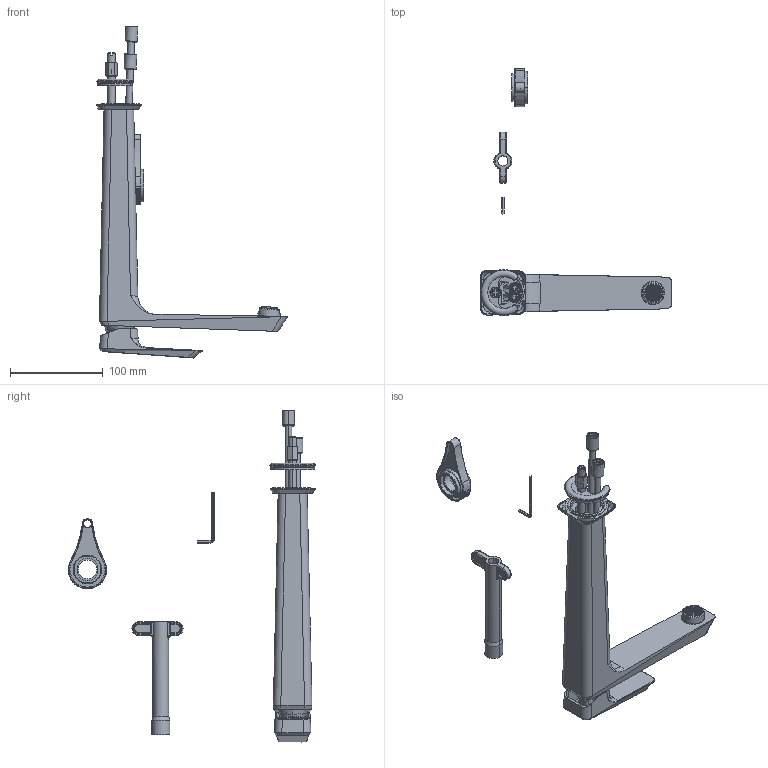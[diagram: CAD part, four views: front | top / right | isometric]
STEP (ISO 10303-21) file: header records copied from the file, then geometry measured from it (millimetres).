
FILE_DESCRIPTION((''),'2;1');
FILE_NAME('VFA168U46-JO_ASM','2022-03-21T',('fth20'),(''),'CREO PARAMETRIC BY PTC INC, 2015480','CREO PARAMETRIC BY PTC INC, 2015480','');
FILE_SCHEMA(('CONFIG_CONTROL_DESIGN'));
Products named in the file (29): 80T168U4601; 8DZ168246; 81W168X81G; 80W07240; 80W07270; 8NM70000; 81T168X81G_ASM; 8J235X25A; J14261KD00; 8YG16482; 9ZG16482; 80P25VFA2; 8CM5X7; 80N81050; 8BM8X070B2; 8NM8X15; 8BM8X070BA_ASM; 81N11071KB; 80N11071K; 8J42X25B; 8EM3X6; 8EM4X12; 8J213X158X3A; 82M24021NP22; 81M24021; 8BS25; 80P00008A; 81T16000; VFA168U46-JO_ASM
Assembly tree (29 placements, depth 3):
  VFA168U46-JO_ASM
    80T168U4601
    8DZ168246
    81T168X81G_ASM
      81W168X81G
      80W07240
      80W07270
      8NM70000  x2
    8J235X25A
    J14261KD00
    8YG16482
    9ZG16482
    80P25VFA2
    8CM5X7
    80N81050
    8BM8X070BA_ASM
      8BM8X070B2
      8NM8X15
    81N11071KB
    80N11071K
    8J42X25B
    8EM3X6
    8EM4X12
    8J213X158X3A
    82M24021NP22
    81M24021
    8BS25
    80P00008A
    81T16000
Bounding box: 206.5 x 266.59 x 357.58 mm (x, y, z)
Volume: 237610.9 mm3; surface area: 193365.3 mm2
Topology: 35 solids, 35 shells, 4185 faces, 12978 edges, 8468 vertices
Faces by surface type: plane 1883, cylinder 1800, cone 266, torus 116, bspline 90, extrusion 24, sphere 6
Entity records: 184167 total; most frequent: CARTESIAN_POINT 66802, ORIENTED_EDGE 25828, DIRECTION 22475, EDGE_CURVE 12914, VERTEX_POINT 8442, AXIS2_PLACEMENT_3D 7520, VECTOR 7435, LINE 7411
